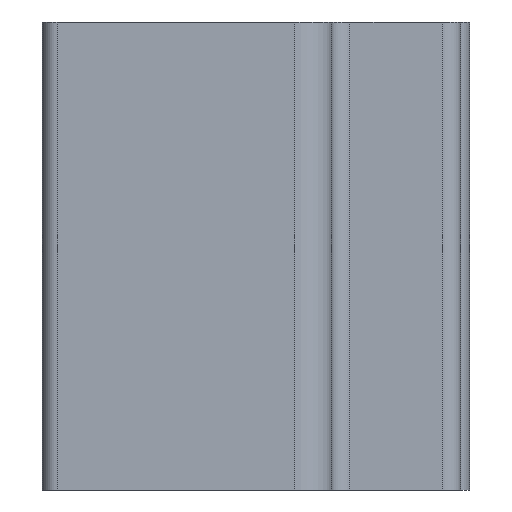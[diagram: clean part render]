
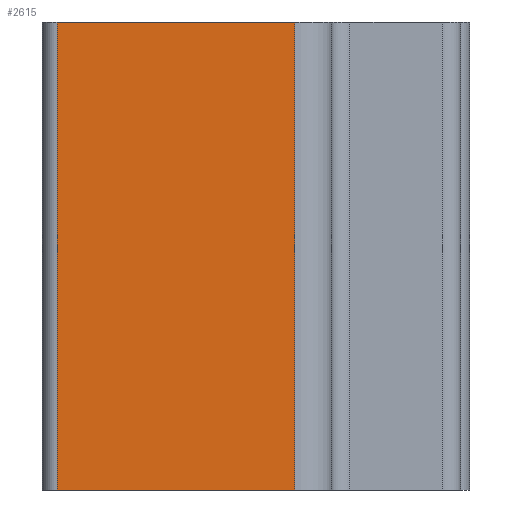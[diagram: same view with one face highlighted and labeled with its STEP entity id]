
A CAD part, left-side view. The second image highlights one B-rep face of the part: STEP entity #2615.
In plain terms, the highlighted planar face has unit normal (-1, 0, 0).
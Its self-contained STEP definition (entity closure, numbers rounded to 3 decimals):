
#187=DIRECTION('',(0.,-1.,0.));
#188=VECTOR('',#187,6.45);
#189=CARTESIAN_POINT('',(-35.2,4.6,-6.35));
#190=LINE('',#189,#188);
#384=DIRECTION('',(0.,-1.,0.));
#385=VECTOR('',#384,6.45);
#386=CARTESIAN_POINT('',(-35.2,4.6,6.35));
#387=LINE('',#386,#385);
#880=DIRECTION('',(0.,0.,1.));
#881=VECTOR('',#880,12.7);
#882=CARTESIAN_POINT('',(-35.2,4.6,-6.35));
#883=LINE('',#882,#881);
#884=DIRECTION('',(0.,0.,-1.));
#885=VECTOR('',#884,12.7);
#886=CARTESIAN_POINT('',(-35.2,-1.85,6.35));
#887=LINE('',#886,#885);
#1245=CARTESIAN_POINT('',(-35.2,-1.85,-6.35));
#1247=VERTEX_POINT('',#1245);
#1248=CARTESIAN_POINT('',(-35.2,-1.85,6.35));
#1249=VERTEX_POINT('',#1248);
#1325=CARTESIAN_POINT('',(-35.2,4.6,6.35));
#1327=VERTEX_POINT('',#1325);
#1328=CARTESIAN_POINT('',(-35.2,4.6,-6.35));
#1329=VERTEX_POINT('',#1328);
#2603=CARTESIAN_POINT('',(-35.2,5.,-6.35));
#2604=DIRECTION('',(-1.,0.,0.));
#2605=DIRECTION('',(0.,-1.,0.));
#2606=AXIS2_PLACEMENT_3D('',#2603,#2604,#2605);
#2607=PLANE('',#2606);
#2608=ORIENTED_EDGE('',*,*,#2596,.T.);
#2609=ORIENTED_EDGE('',*,*,#1822,.T.);
#2611=ORIENTED_EDGE('',*,*,#2610,.T.);
#2612=ORIENTED_EDGE('',*,*,#1635,.F.);
#2613=EDGE_LOOP('',(#2608,#2609,#2611,#2612));
#2614=FACE_OUTER_BOUND('',#2613,.F.);
#2615=ADVANCED_FACE('',(#2614),#2607,.T.);
#1635=EDGE_CURVE('',#1329,#1247,#190,.T.);
#1822=EDGE_CURVE('',#1327,#1249,#387,.T.);
#2596=EDGE_CURVE('',#1329,#1327,#883,.T.);
#2610=EDGE_CURVE('',#1249,#1247,#887,.T.);
